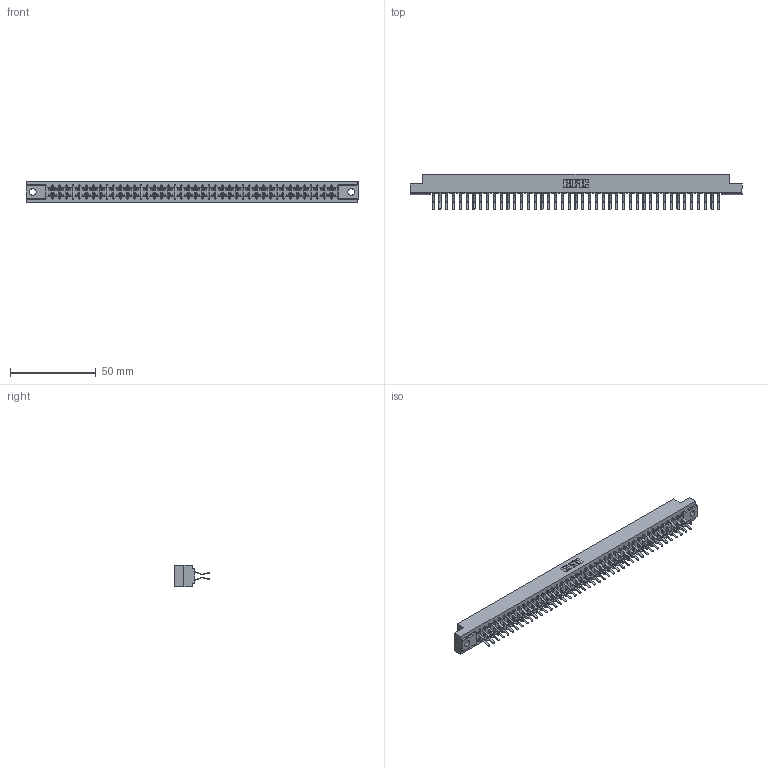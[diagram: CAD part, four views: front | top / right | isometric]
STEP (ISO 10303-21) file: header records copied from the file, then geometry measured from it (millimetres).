
FILE_DESCRIPTION (( 'STEP AP203' ), '1' );
FILE_NAME ('307-086-460-202.STEP', '2020-10-01T14:56:12', ( '' ), ( '' ), 'SwSTEP 2.0', 'SolidWorks 2020', '' );
FILE_SCHEMA (( 'CONFIG_CONTROL_DESIGN' ));
Length unit declared in the file: inch
Products named in the file (3): 307 Part_.128 Dia Mounting Holes; 307-290-001_560; 307-086-460-202
Assembly tree (87 placements, depth 2):
  307-086-460-202
    307 Part_.128 Dia Mounting Holes
    307-290-001_560  x86
Bounding box: 193.4 x 20.73 x 12.7 mm (x, y, z)
Volume: 20591.8 mm3; surface area: 25594.1 mm2
Topology: 87 solids, 87 shells, 4462 faces, 12535 edges, 8122 vertices
Faces by surface type: plane 2908, cylinder 1466, sphere 88
Entity records: 38222 total; most frequent: CARTESIAN_POINT 6251, ORIENTED_EDGE 6194, DIRECTION 6123, EDGE_CURVE 3097, VECTOR 2375, LINE 2375, VERTEX_POINT 2002, AXIS2_PLACEMENT_3D 1874
